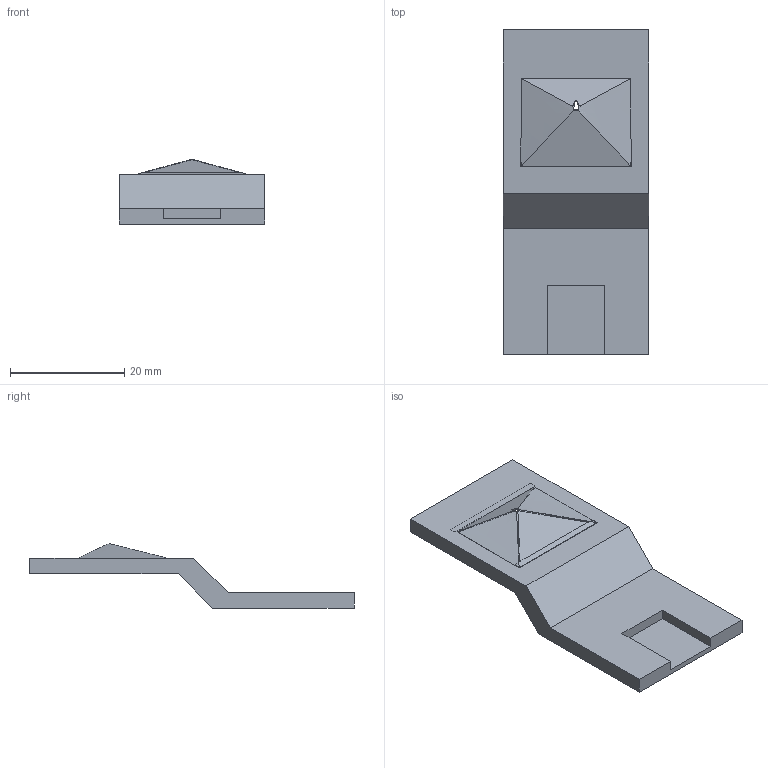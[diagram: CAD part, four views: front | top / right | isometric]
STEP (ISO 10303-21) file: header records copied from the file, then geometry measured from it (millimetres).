
FILE_DESCRIPTION(/* description */ (''),/* implementation_level */ '2;1');
FILE_NAME(/* name */ 'Coneholder_smallflippedslot_elevated_v6.stp',/* time_stamp */ '2021-05-03T11:33:53-04:00',/* author */ ('wilson'),/* organization */ (''),/* preprocessor_version */ 'ST-DEVELOPER v18.1',/* originating_system */ 'Autodesk Inventor 2021',/* authorisation */ '');
FILE_SCHEMA (('AUTOMOTIVE_DESIGN { 1 0 10303 214 3 1 1 }'));
Length unit declared in the file: millimetre
Products named in the file (1): Coneholder_smallflippedslot_elevated_v6
Bounding box: 25.4 x 56.72 x 11.25 mm (x, y, z)
Volume: 2955.6 mm3; surface area: 3827.2 mm2
Topology: 1 solids, 2 shells, 157 faces, 400 edges, 247 vertices
Faces by surface type: bspline 88, plane 47, cylinder 19, sphere 3
Entity records: 7408 total; most frequent: CARTESIAN_POINT 4117, ORIENTED_EDGE 798, DIRECTION 446, EDGE_CURVE 399, VERTEX_POINT 247, LINE 180, VECTOR 180, EDGE_LOOP 160
